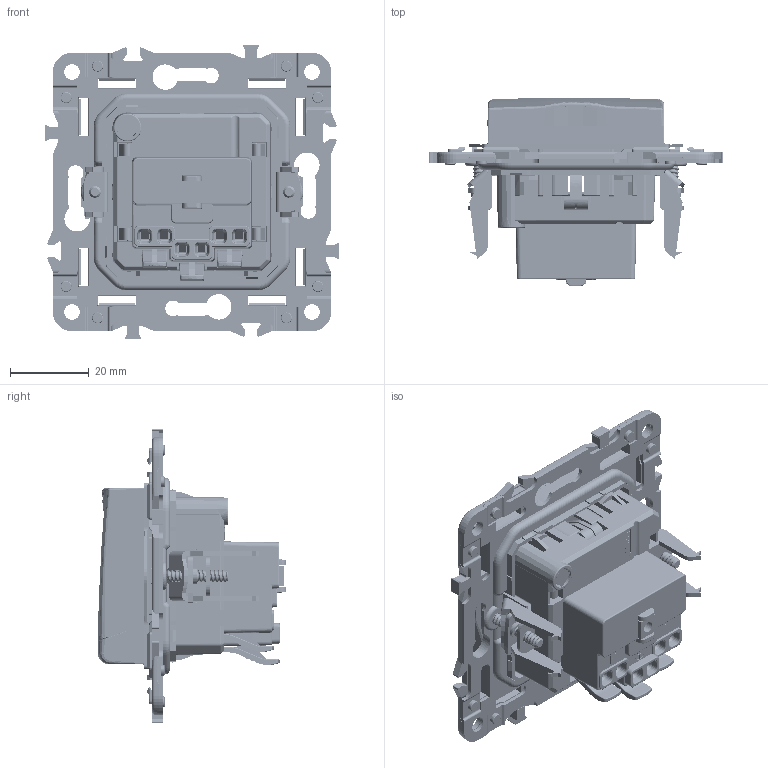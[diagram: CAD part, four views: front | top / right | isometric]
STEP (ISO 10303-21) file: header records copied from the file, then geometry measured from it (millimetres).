
FILE_DESCRIPTION (( 'STEP AP203' ), '1' );
FILE_NAME ('SK-R16-16-44 SKANDY Ðîç. ç.ê.ø êð. 16À IP44 SK-R11 IEK.STEP', '2024-06-13T09:51:41', ( '' ), ( '' ), 'SwSTEP 2.0', 'SolidWorks 2022', '' );
FILE_SCHEMA (( 'CONFIG_CONTROL_DESIGN' ));
Length unit declared in the file: millimetre
Products named in the file (3): Корпус IP.stp; SK-R16-16-44 SKANDY Роз. з.к.ш кр. 16А IP44 SK-R11 IEK; крашка IP.stp
Assembly tree (2 placements, depth 2):
  SK-R16-16-44 SKANDY Роз. з.к.ш кр. 16А IP44 SK-R11 IEK
    Корпус IP.stp
    крашка IP.stp
Bounding box: 74.7 x 47.95 x 74.7 mm (x, y, z)
Volume: 3864.4 mm3; surface area: 65177.6 mm2
Topology: 1 solids, 24 shells, 6415 faces, 17753 edges, 11320 vertices
Faces by surface type: plane 3382, cylinder 1979, bspline 628, cone 218, torus 184, sphere 24
Entity records: 238692 total; most frequent: CARTESIAN_POINT 83495, ORIENTED_EDGE 35476, DIRECTION 28460, EDGE_CURVE 17738, VERTEX_POINT 11318, VECTOR 10340, LINE 10340, AXIS2_PLACEMENT_3D 9060
